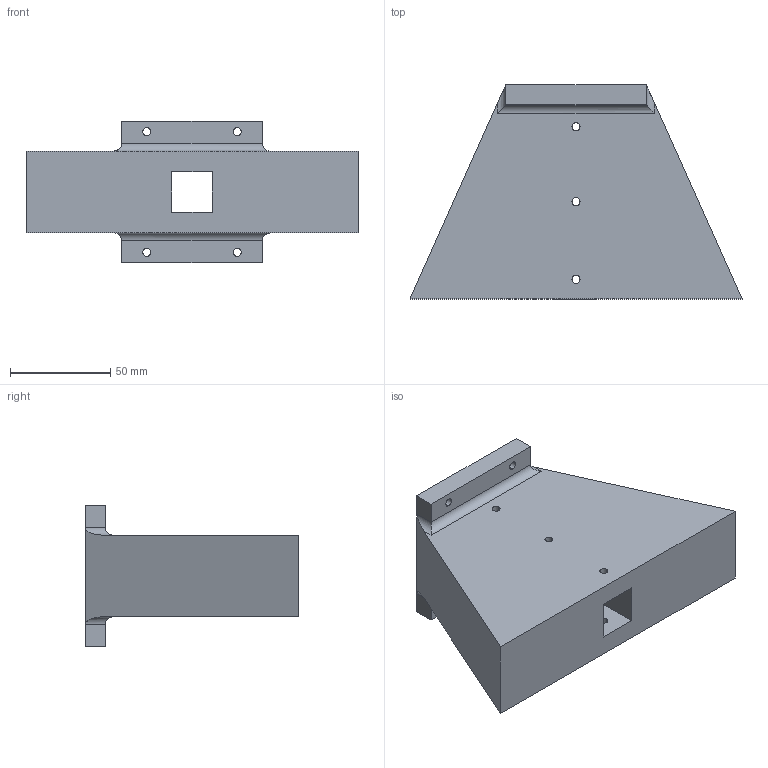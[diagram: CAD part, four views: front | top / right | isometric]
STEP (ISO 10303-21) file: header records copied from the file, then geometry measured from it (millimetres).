
FILE_DESCRIPTION (( 'STEP AP203' ), '1' );
FILE_NAME ('container_1.STEP', '2020-01-29T05:30:56', ( '' ), ( '' ), 'SwSTEP 2.0', 'SolidWorks 2019', '' );
FILE_SCHEMA (( 'CONFIG_CONTROL_DESIGN' ));
Length unit declared in the file: millimetre
Products named in the file (1): container_1
Bounding box: 165.4 x 106.6 x 70.7 mm (x, y, z)
Volume: 424904.4 mm3; surface area: 70157.5 mm2
Topology: 1 solids, 1 shells, 52 faces, 140 edges, 92 vertices
Faces by surface type: cylinder 30, plane 22
Entity records: 1763 total; most frequent: CARTESIAN_POINT 309, DIRECTION 288, ORIENTED_EDGE 280, EDGE_CURVE 140, AXIS2_PLACEMENT_3D 103, VERTEX_POINT 92, LINE 82, VECTOR 82
